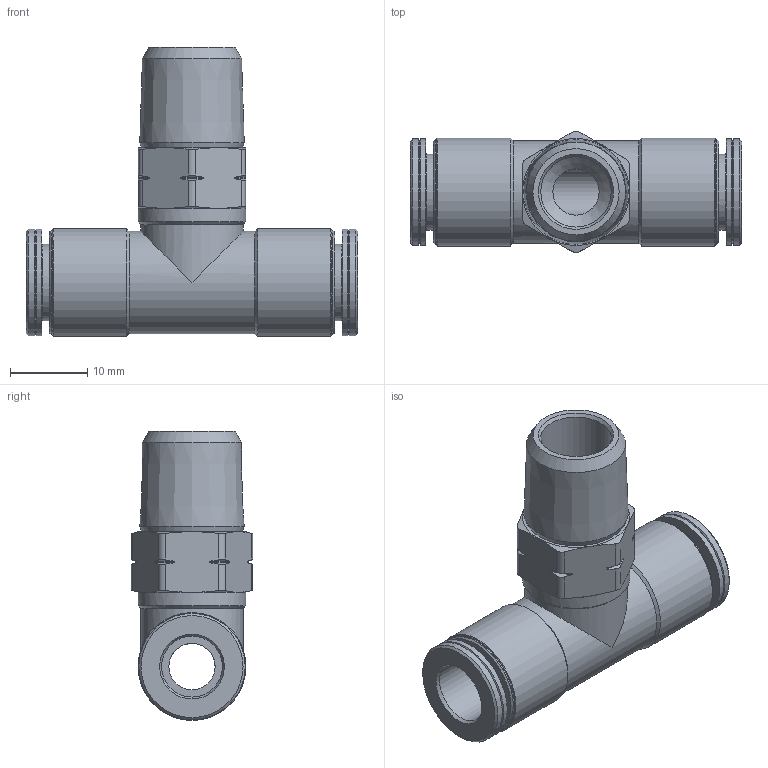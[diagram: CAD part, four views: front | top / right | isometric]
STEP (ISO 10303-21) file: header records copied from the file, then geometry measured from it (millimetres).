
FILE_DESCRIPTION(/* description */ ('STEP AP214'),/* implementation_level */ '2;1');
FILE_NAME(/* name */ '565337_CRQST-1_4-5_16-U',/* time_stamp */ '2024-08-09T14:22:58+02:00',/* author */ ('License CC BY-ND 4.0'),/* organization */ ('CADENAS'),/* preprocessor_version */ 'ST-DEVELOPER v19.3',/* originating_system */ 'PARTsolutions',/* authorisation */ ' ');
FILE_SCHEMA (('AUTOMOTIVE_DESIGN {1 0 10303 214 3 1 1}'));
Length unit declared in the file: millimetre
Products named in the file (1): 565337 CRQST-1/4-5/16-U
Bounding box: 43 x 15.72 x 37.5 mm (x, y, z)
Volume: 6634.4 mm3; surface area: 5063.5 mm2
Topology: 1 solids, 1 shells, 106 faces, 256 edges, 161 vertices
Faces by surface type: cone 44, cylinder 36, plane 24, torus 2
Full cylindrical faces by diameter (mm): 6 x2, 7.9 x2, 9.144 x1, 9.9 x2, 13.3 x2, 13.6 x2, 13.8 x4, 14 x3
Entity records: 2932 total; most frequent: CARTESIAN_POINT 689, DIRECTION 436, ORIENTED_EDGE 420, EDGE_CURVE 210, AXIS2_PLACEMENT_3D 191, EDGE_LOOP 160, FACE_BOUND 160, VERTEX_POINT 156
